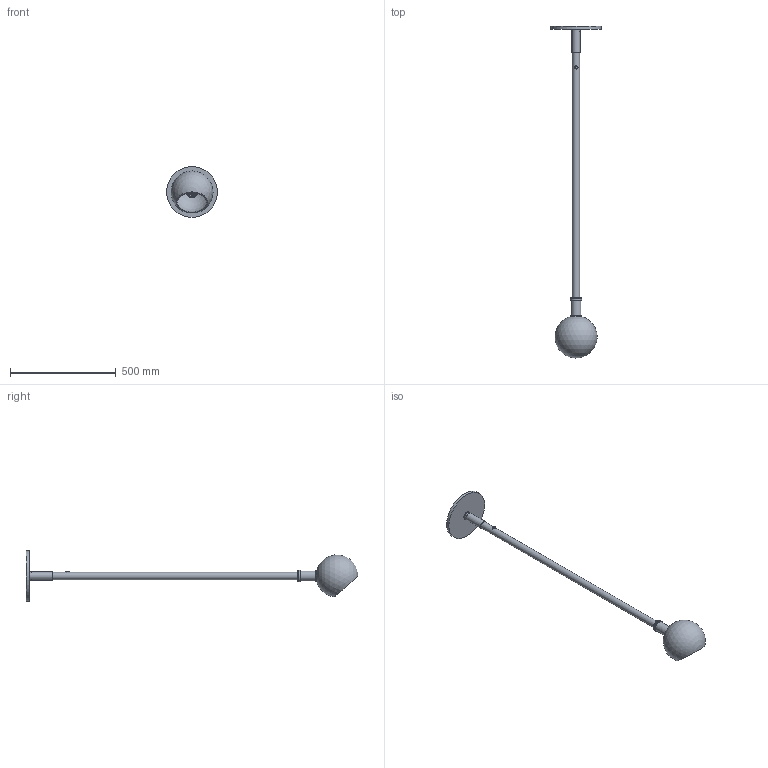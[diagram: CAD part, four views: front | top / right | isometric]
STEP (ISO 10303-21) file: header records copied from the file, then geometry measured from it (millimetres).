
FILE_DESCRIPTION(/* description */ (''),/* implementation_level */ '2;1');
FILE_NAME(/* name */ 'F265925100xxNE.stp',/* time_stamp */ '2020-01-15T14:11:39+01:00',/* author */ ('sghezzi'),/* organization */ (''),/* preprocessor_version */ 'ST-DEVELOPER v17.2',/* originating_system */ 'Autodesk Inventor 2019',/* authorisation */ '');
FILE_SCHEMA (('AUTOMOTIVE_DESIGN { 1 0 10303 214 3 1 1 }'));
Length unit declared in the file: millimetre
Products named in the file (9): Parola_M2659+V2689_Assieme; 020027102_Base; 020027000_Stelo Pyrex 2659; 050022000_Cavo 3xAWG18 G.S. Tigrato Silic; 005377501_PL B15d P37MH T250C; 010037316_Attacco Cr Stelo Base 2659_2751 Parola; 058006001_Ghiera PL E14 ZnBi H21mm Art 1419 Arditi; 006600011_bloccacavo_grano_5100-7-109_NyNr; Parte1
Assembly tree (9 placements, depth 2):
  Parola_M2659+V2689_Assieme
    020027102_Base
    020027000_Stelo Pyrex 2659
    050022000_Cavo 3xAWG18 G.S. Tigrato Silic
    005377501_PL B15d P37MH T250C
    010037316_Attacco Cr Stelo Base 2659_2751 Parola
    058006001_Ghiera PL E14 ZnBi H21mm Art 1419 Arditi
    006600011_bloccacavo_grano_5100-7-109_NyNr  x2
    Parte1
Bounding box: 240 x 1572.31 x 240 mm (x, y, z)
Volume: 1484335.4 mm3; surface area: 667916.5 mm2
Topology: 11 solids, 11 shells, 169 faces, 416 edges, 283 vertices
Faces by surface type: plane 76, cylinder 53, torus 32, bspline 6, sphere 2
Full cylindrical faces by diameter (mm): 0.05 x1, 3 x1, 3.5 x6, 5 x4, 5.2 x2, 7 x2, 7.2 x2, 8 x1, 10 x4, 15 x1, 16 x1, 20 x1, 25 x2, 28 x2, 29 x1, 29.548 x1, 29.6 x1, 30 x1, 33 x1, 33.948 x1, 34 x1, 35 x1, 38 x1, 39 x1, 43 x1, 47 x1, 50.6 x1, 55 x1, 240 x1
Entity records: 5533 total; most frequent: CARTESIAN_POINT 1565, DIRECTION 835, ORIENTED_EDGE 706, AXIS2_PLACEMENT_3D 374, EDGE_CURVE 353, VERTEX_POINT 245, CIRCLE 215, EDGE_LOOP 200
